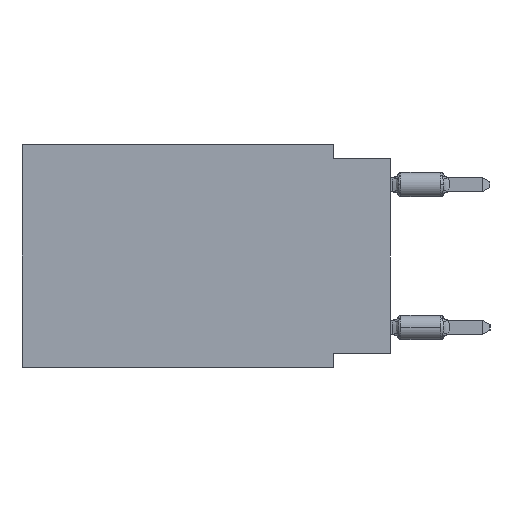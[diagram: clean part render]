
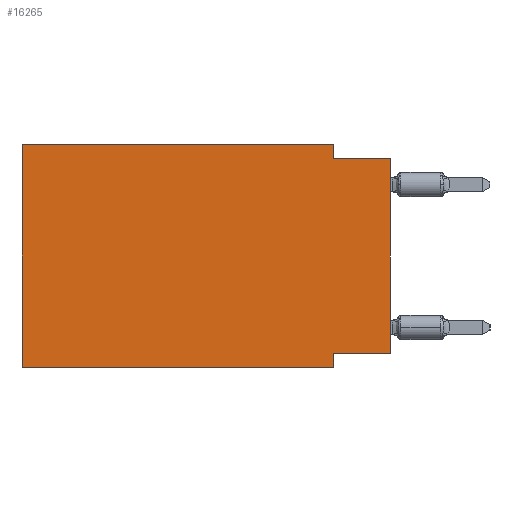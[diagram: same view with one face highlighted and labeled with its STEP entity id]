
A CAD part, left-side view. The second image highlights one B-rep face of the part: STEP entity #16265.
In plain terms, the highlighted planar face has unit normal (-1, 0, 0).
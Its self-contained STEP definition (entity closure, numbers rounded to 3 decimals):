
#60 = CARTESIAN_POINT ( 'NONE',  ( 0., 16.383, 0. ) ) ;
#777 = PLANE ( 'NONE',  #44649 ) ;
#1316 = CARTESIAN_POINT ( 'NONE',  ( 0., 16.383, 0. ) ) ;
#2417 = DIRECTION ( 'NONE',  ( 0., 0., 1. ) ) ;
#2938 = EDGE_CURVE ( 'NONE', #33125, #44890, #34559, .T. ) ;
#3715 = DIRECTION ( 'NONE',  ( 1., 0., 0. ) ) ;
#4918 = ORIENTED_EDGE ( 'NONE', *, *, #8548, .F. ) ;
#5035 = CARTESIAN_POINT ( 'NONE',  ( 0., 16.383, 0. ) ) ;
#6815 = ORIENTED_EDGE ( 'NONE', *, *, #2938, .F. ) ;
#6856 = LINE ( 'NONE', #25336, #20972 ) ;
#7156 = VECTOR ( 'NONE', #46112, 1000. ) ;
#8548 = EDGE_CURVE ( 'NONE', #34281, #35021, #46576, .T. ) ;
#8703 = LINE ( 'NONE', #24263, #46581 ) ;
#9565 = LINE ( 'NONE', #46478, #40553 ) ;
#10280 = DIRECTION ( 'NONE',  ( 0., 0., -1. ) ) ;
#10872 = LINE ( 'NONE', #35664, #28265 ) ;
#11215 = CARTESIAN_POINT ( 'NONE',  ( 0., 16.383, 0. ) ) ;
#11424 = EDGE_LOOP ( 'NONE', ( #44203, #4918, #21397, #34916, #6815, #45311, #45035, #25251 ) ) ;
#13023 = CARTESIAN_POINT ( 'NONE',  ( 0., 16.383, -9.906 ) ) ;
#13587 = DIRECTION ( 'NONE',  ( 0., -1., 0. ) ) ;
#14373 = DIRECTION ( 'NONE',  ( 0., 1., 0. ) ) ;
#14566 = EDGE_CURVE ( 'NONE', #44890, #44058, #23505, .T. ) ;
#14630 = FACE_OUTER_BOUND ( 'NONE', #11424, .T. ) ;
#15602 = DIRECTION ( 'NONE',  ( 0., 0., 1. ) ) ;
#16265 = ADVANCED_FACE ( 'NONE', ( #14630 ), #777, .F. ) ;
#18523 = DIRECTION ( 'NONE',  ( 0., 0., -1. ) ) ;
#19062 = CARTESIAN_POINT ( 'NONE',  ( 0., 0., -0.635 ) ) ;
#19246 = VERTEX_POINT ( 'NONE', #35677 ) ;
#19860 = DIRECTION ( 'NONE',  ( 0., -1., 0. ) ) ;
#20428 = EDGE_CURVE ( 'NONE', #19246, #39369, #9565, .T. ) ;
#20972 = VECTOR ( 'NONE', #14373, 1000. ) ;
#21397 = ORIENTED_EDGE ( 'NONE', *, *, #28843, .F. ) ;
#22083 = VECTOR ( 'NONE', #13587, 1000. ) ;
#22309 = EDGE_CURVE ( 'NONE', #26574, #19246, #6856, .T. ) ;
#23505 = LINE ( 'NONE', #5035, #34588 ) ;
#24263 = CARTESIAN_POINT ( 'NONE',  ( 0., 2.54, 0. ) ) ;
#25251 = ORIENTED_EDGE ( 'NONE', *, *, #22309, .F. ) ;
#25336 = CARTESIAN_POINT ( 'NONE',  ( 0., 0., -9.271 ) ) ;
#26574 = VERTEX_POINT ( 'NONE', #31691 ) ;
#27426 = CARTESIAN_POINT ( 'NONE',  ( 0., 0., -0.635 ) ) ;
#28265 = VECTOR ( 'NONE', #2417, 1000. ) ;
#28843 = EDGE_CURVE ( 'NONE', #44058, #34281, #8703, .T. ) ;
#31691 = CARTESIAN_POINT ( 'NONE',  ( 0., 0., -9.271 ) ) ;
#31939 = VECTOR ( 'NONE', #15602, 1000. ) ;
#32934 = EDGE_CURVE ( 'NONE', #26574, #35021, #10872, .T. ) ;
#33125 = VERTEX_POINT ( 'NONE', #13023 ) ;
#34281 = VERTEX_POINT ( 'NONE', #35158 ) ;
#34559 = LINE ( 'NONE', #1316, #31939 ) ;
#34588 = VECTOR ( 'NONE', #19860, 1000. ) ;
#34916 = ORIENTED_EDGE ( 'NONE', *, *, #14566, .F. ) ;
#35021 = VERTEX_POINT ( 'NONE', #19062 ) ;
#35158 = CARTESIAN_POINT ( 'NONE',  ( 0., 2.54, -0.635 ) ) ;
#35415 = DIRECTION ( 'NONE',  ( 0., 0., -1. ) ) ;
#35664 = CARTESIAN_POINT ( 'NONE',  ( 0., 0., 0. ) ) ;
#35677 = CARTESIAN_POINT ( 'NONE',  ( 0., 2.54, -9.271 ) ) ;
#39369 = VERTEX_POINT ( 'NONE', #44175 ) ;
#40553 = VECTOR ( 'NONE', #10280, 1000. ) ;
#41808 = EDGE_CURVE ( 'NONE', #33125, #39369, #46879, .T. ) ;
#44058 = VERTEX_POINT ( 'NONE', #44133 ) ;
#44133 = CARTESIAN_POINT ( 'NONE',  ( 0., 2.54, 0. ) ) ;
#44175 = CARTESIAN_POINT ( 'NONE',  ( 0., 2.54, -9.906 ) ) ;
#44203 = ORIENTED_EDGE ( 'NONE', *, *, #32934, .T. ) ;
#44649 = AXIS2_PLACEMENT_3D ( 'NONE', #60, #3715, #18523 ) ;
#44890 = VERTEX_POINT ( 'NONE', #11215 ) ;
#45035 = ORIENTED_EDGE ( 'NONE', *, *, #20428, .F. ) ;
#45311 = ORIENTED_EDGE ( 'NONE', *, *, #41808, .T. ) ;
#46112 = DIRECTION ( 'NONE',  ( 0., -1., 0. ) ) ;
#46398 = CARTESIAN_POINT ( 'NONE',  ( 0., 16.383, -9.906 ) ) ;
#46478 = CARTESIAN_POINT ( 'NONE',  ( 0., 2.54, -9.906 ) ) ;
#46576 = LINE ( 'NONE', #27426, #7156 ) ;
#46581 = VECTOR ( 'NONE', #35415, 1000. ) ;
#46879 = LINE ( 'NONE', #46398, #22083 ) ;
